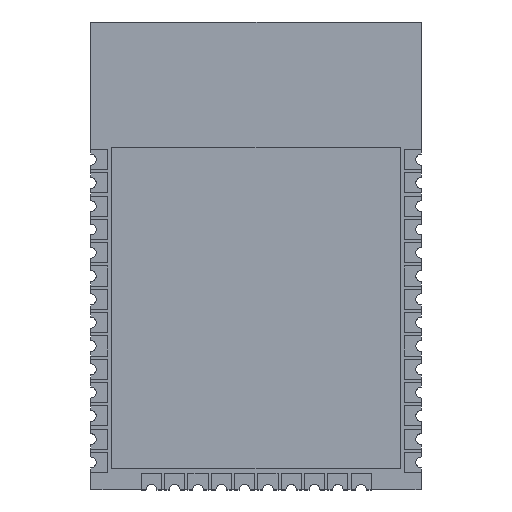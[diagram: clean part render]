
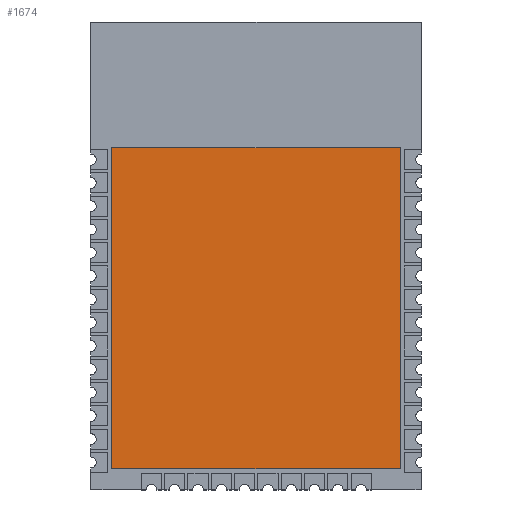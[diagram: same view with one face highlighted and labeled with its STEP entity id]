
A CAD part, top view. The second image highlights one B-rep face of the part: STEP entity #1674.
In plain terms, the highlighted planar face has unit normal (0, 0, 1).
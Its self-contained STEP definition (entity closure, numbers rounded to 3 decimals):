
#917 = PLANE ( 'NONE',  #5444 ) ;
#989 = LINE ( 'NONE', #11567, #10771 ) ;
#1215 = EDGE_CURVE ( 'NONE', #16292, #15621, #16212, .T. ) ;
#1379 = VERTEX_POINT ( 'NONE', #8286 ) ;
#1405 = CARTESIAN_POINT ( 'NONE',  ( -7.85, -24.35, 3.2 ) ) ;
#1425 = VERTEX_POINT ( 'NONE', #16281 ) ;
#1518 = CARTESIAN_POINT ( 'NONE',  ( 0., 0., 3.2 ) ) ;
#1674 = ADVANCED_FACE ( 'NONE', ( #8092 ), #917, .F. ) ;
#2478 = CARTESIAN_POINT ( 'NONE',  ( 7.85, -24.35, 3.2 ) ) ;
#2562 = DIRECTION ( 'NONE',  ( 0., -1., 0. ) ) ;
#3291 = DIRECTION ( 'NONE',  ( -1., 0., 0. ) ) ;
#3350 = DIRECTION ( 'NONE',  ( -1., 0., 0. ) ) ;
#3400 = DIRECTION ( 'NONE',  ( 0., 1., 0. ) ) ;
#3945 = EDGE_CURVE ( 'NONE', #15621, #1425, #989, .T. ) ;
#3994 = CARTESIAN_POINT ( 'NONE',  ( 7.85, -6.85, 3.2 ) ) ;
#5444 = AXIS2_PLACEMENT_3D ( 'NONE', #1518, #9616, #3291 ) ;
#5451 = ORIENTED_EDGE ( 'NONE', *, *, #11259, .T. ) ;
#6069 = ORIENTED_EDGE ( 'NONE', *, *, #3945, .T. ) ;
#7292 = CARTESIAN_POINT ( 'NONE',  ( 7.85, -24.35, 3.2 ) ) ;
#7842 = VECTOR ( 'NONE', #2562, 1000. ) ;
#8092 = FACE_OUTER_BOUND ( 'NONE', #15277, .T. ) ;
#8286 = CARTESIAN_POINT ( 'NONE',  ( -7.85, -24.35, 3.2 ) ) ;
#8834 = CARTESIAN_POINT ( 'NONE',  ( -7.85, -24.35, 3.2 ) ) ;
#9616 = DIRECTION ( 'NONE',  ( 0., 0., -1. ) ) ;
#10756 = DIRECTION ( 'NONE',  ( 1., 0., 0. ) ) ;
#10771 = VECTOR ( 'NONE', #3350, 1000. ) ;
#11010 = LINE ( 'NONE', #8834, #7842 ) ;
#11259 = EDGE_CURVE ( 'NONE', #1379, #16292, #17246, .T. ) ;
#11567 = CARTESIAN_POINT ( 'NONE',  ( -7.85, -6.85, 3.2 ) ) ;
#11761 = VECTOR ( 'NONE', #10756, 1000. ) ;
#12741 = VECTOR ( 'NONE', #3400, 1000. ) ;
#14301 = ORIENTED_EDGE ( 'NONE', *, *, #15704, .T. ) ;
#14676 = ORIENTED_EDGE ( 'NONE', *, *, #1215, .T. ) ;
#15277 = EDGE_LOOP ( 'NONE', ( #14301, #5451, #14676, #6069 ) ) ;
#15621 = VERTEX_POINT ( 'NONE', #3994 ) ;
#15704 = EDGE_CURVE ( 'NONE', #1425, #1379, #11010, .T. ) ;
#16212 = LINE ( 'NONE', #7292, #12741 ) ;
#16281 = CARTESIAN_POINT ( 'NONE',  ( -7.85, -6.85, 3.2 ) ) ;
#16292 = VERTEX_POINT ( 'NONE', #2478 ) ;
#17246 = LINE ( 'NONE', #1405, #11761 ) ;
